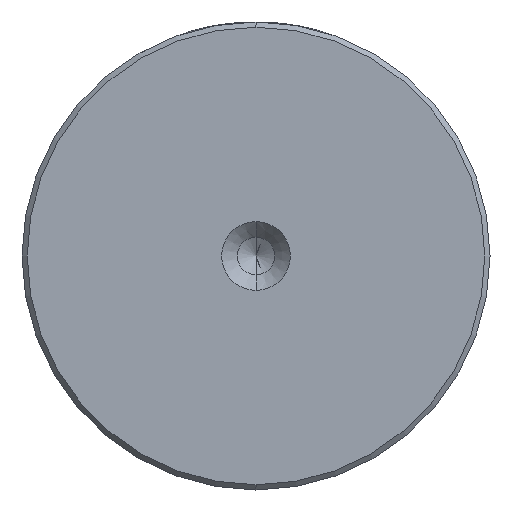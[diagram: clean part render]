
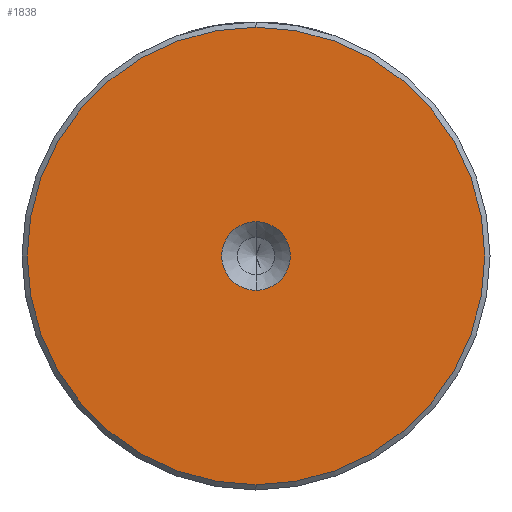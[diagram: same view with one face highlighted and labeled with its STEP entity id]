
A CAD part, left-side view. The second image highlights one B-rep face of the part: STEP entity #1838.
In plain terms, the highlighted planar face has unit normal (-1, 0, 0).
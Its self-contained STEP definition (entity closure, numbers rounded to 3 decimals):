
#85 = CARTESIAN_POINT ( 'NONE',  ( 0., 0., 0. ) ) ;
#92 = AXIS2_PLACEMENT_3D ( 'NONE', #1292, #2894, #1524 ) ;
#152 = CARTESIAN_POINT ( 'NONE',  ( 0., 0., -3.3 ) ) ;
#323 = CARTESIAN_POINT ( 'NONE',  ( 0., 0., -22. ) ) ;
#424 = EDGE_CURVE ( 'NONE', #1844, #819, #1887, .T. ) ;
#498 = VERTEX_POINT ( 'NONE', #152 ) ;
#515 = DIRECTION ( 'NONE',  ( -1., 0., 0. ) ) ;
#561 = DIRECTION ( 'NONE',  ( 0., 0., 1. ) ) ;
#766 = AXIS2_PLACEMENT_3D ( 'NONE', #2469, #2785, #1413 ) ;
#783 = CARTESIAN_POINT ( 'NONE',  ( 0., 0., 22. ) ) ;
#819 = VERTEX_POINT ( 'NONE', #783 ) ;
#866 = FACE_OUTER_BOUND ( 'NONE', #1749, .T. ) ;
#1020 = ORIENTED_EDGE ( 'NONE', *, *, #1188, .T. ) ;
#1031 = CARTESIAN_POINT ( 'NONE',  ( 0., 0., 3.3 ) ) ;
#1177 = DIRECTION ( 'NONE',  ( -1., 0., 0. ) ) ;
#1188 = EDGE_CURVE ( 'NONE', #819, #1844, #2845, .T. ) ;
#1292 = CARTESIAN_POINT ( 'NONE',  ( 0., 0., 0. ) ) ;
#1307 = CIRCLE ( 'NONE', #1961, 3.3 ) ;
#1413 = DIRECTION ( 'NONE',  ( 0., 0., 1. ) ) ;
#1479 = CIRCLE ( 'NONE', #766, 3.3 ) ;
#1524 = DIRECTION ( 'NONE',  ( 0., 0., 1. ) ) ;
#1749 = EDGE_LOOP ( 'NONE', ( #2498, #1020 ) ) ;
#1751 = AXIS2_PLACEMENT_3D ( 'NONE', #85, #1952, #561 ) ;
#1838 = ADVANCED_FACE ( 'NONE', ( #866, #2637 ), #1943, .T. ) ;
#1844 = VERTEX_POINT ( 'NONE', #323 ) ;
#1886 = VERTEX_POINT ( 'NONE', #1031 ) ;
#1887 = CIRCLE ( 'NONE', #92, 22. ) ;
#1913 = CARTESIAN_POINT ( 'NONE',  ( 0., 0., 0. ) ) ;
#1943 = PLANE ( 'NONE',  #1751 ) ;
#1952 = DIRECTION ( 'NONE',  ( -1., 0., 0. ) ) ;
#1961 = AXIS2_PLACEMENT_3D ( 'NONE', #1913, #515, #2141 ) ;
#1983 = EDGE_CURVE ( 'NONE', #1886, #498, #1479, .T. ) ;
#2004 = ORIENTED_EDGE ( 'NONE', *, *, #2349, .F. ) ;
#2141 = DIRECTION ( 'NONE',  ( 0., 0., 1. ) ) ;
#2349 = EDGE_CURVE ( 'NONE', #498, #1886, #1307, .T. ) ;
#2469 = CARTESIAN_POINT ( 'NONE',  ( 0., 0., 0. ) ) ;
#2498 = ORIENTED_EDGE ( 'NONE', *, *, #424, .T. ) ;
#2528 = AXIS2_PLACEMENT_3D ( 'NONE', #2570, #1177, #2789 ) ;
#2570 = CARTESIAN_POINT ( 'NONE',  ( 0., 0., 0. ) ) ;
#2637 = FACE_BOUND ( 'NONE', #2991, .T. ) ;
#2785 = DIRECTION ( 'NONE',  ( -1., 0., 0. ) ) ;
#2789 = DIRECTION ( 'NONE',  ( 0., 0., 1. ) ) ;
#2845 = CIRCLE ( 'NONE', #2528, 22. ) ;
#2894 = DIRECTION ( 'NONE',  ( -1., 0., 0. ) ) ;
#2902 = ORIENTED_EDGE ( 'NONE', *, *, #1983, .F. ) ;
#2991 = EDGE_LOOP ( 'NONE', ( #2902, #2004 ) ) ;
